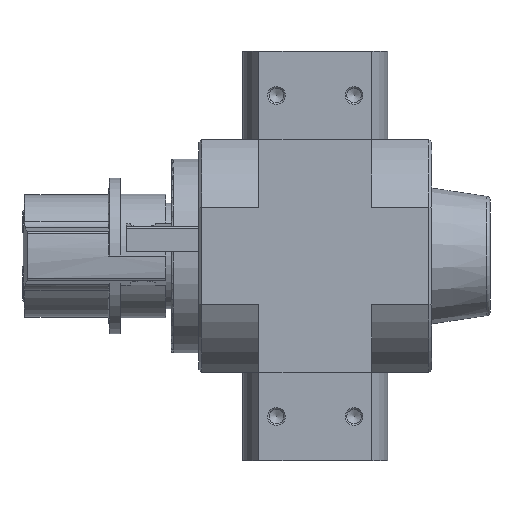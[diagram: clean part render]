
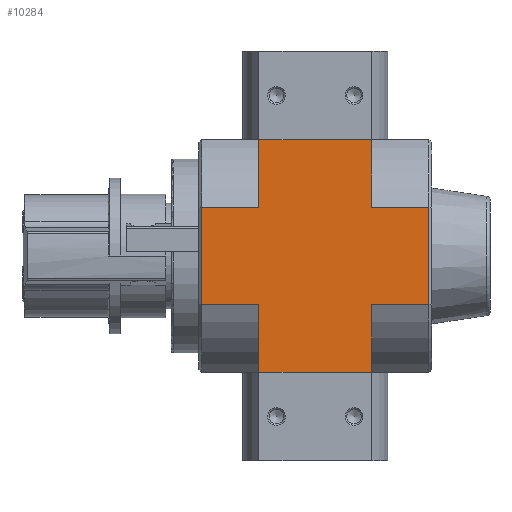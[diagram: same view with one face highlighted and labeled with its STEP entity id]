
A CAD part, left-side view. The second image highlights one B-rep face of the part: STEP entity #10284.
In plain terms, the highlighted face is planar.
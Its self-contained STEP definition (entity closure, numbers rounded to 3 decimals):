
#538=LINE('',#15274,#1154);
#543=LINE('',#15290,#1159);
#551=LINE('',#15305,#1167);
#552=LINE('',#15308,#1168);
#553=LINE('',#15310,#1169);
#554=LINE('',#15311,#1170);
#555=LINE('',#15313,#1171);
#556=LINE('',#15315,#1172);
#557=LINE('',#15317,#1173);
#558=LINE('',#15319,#1174);
#559=LINE('',#15320,#1175);
#560=LINE('',#15322,#1176);
#1154=VECTOR('',#12550,1000.);
#1159=VECTOR('',#12563,1000.);
#1167=VECTOR('',#12573,1000.);
#1168=VECTOR('',#12574,1000.);
#1169=VECTOR('',#12575,1000.);
#1170=VECTOR('',#12576,1000.);
#1171=VECTOR('',#12577,1000.);
#1172=VECTOR('',#12578,1000.);
#1173=VECTOR('',#12579,1000.);
#1174=VECTOR('',#12580,1000.);
#1175=VECTOR('',#12581,1000.);
#1176=VECTOR('',#12582,1000.);
#2203=ORIENTED_EDGE('',*,*,#4297,.T.);
#2204=ORIENTED_EDGE('',*,*,#4298,.F.);
#2205=ORIENTED_EDGE('',*,*,#4299,.T.);
#2206=ORIENTED_EDGE('',*,*,#4281,.T.);
#2207=ORIENTED_EDGE('',*,*,#4300,.F.);
#2208=ORIENTED_EDGE('',*,*,#4301,.F.);
#2209=ORIENTED_EDGE('',*,*,#4302,.F.);
#2210=ORIENTED_EDGE('',*,*,#4303,.F.);
#2211=ORIENTED_EDGE('',*,*,#4304,.F.);
#2212=ORIENTED_EDGE('',*,*,#4289,.T.);
#2213=ORIENTED_EDGE('',*,*,#4305,.T.);
#2214=ORIENTED_EDGE('',*,*,#4306,.F.);
#4281=EDGE_CURVE('',#5305,#5304,#538,.T.);
#4289=EDGE_CURVE('',#5312,#5311,#543,.T.);
#4297=EDGE_CURVE('',#5318,#5319,#551,.T.);
#4298=EDGE_CURVE('',#5320,#5319,#552,.F.);
#4299=EDGE_CURVE('',#5320,#5305,#553,.T.);
#4300=EDGE_CURVE('',#5321,#5304,#554,.T.);
#4301=EDGE_CURVE('',#5322,#5321,#555,.F.);
#4302=EDGE_CURVE('',#5323,#5322,#556,.T.);
#4303=EDGE_CURVE('',#5324,#5323,#557,.T.);
#4304=EDGE_CURVE('',#5312,#5324,#558,.T.);
#4305=EDGE_CURVE('',#5311,#5325,#559,.T.);
#4306=EDGE_CURVE('',#5318,#5325,#560,.T.);
#5304=VERTEX_POINT('',#15273);
#5305=VERTEX_POINT('',#15275);
#5311=VERTEX_POINT('',#15289);
#5312=VERTEX_POINT('',#15291);
#5318=VERTEX_POINT('',#15306);
#5319=VERTEX_POINT('',#15307);
#5320=VERTEX_POINT('',#15309);
#5321=VERTEX_POINT('',#15312);
#5322=VERTEX_POINT('',#15314);
#5323=VERTEX_POINT('',#15316);
#5324=VERTEX_POINT('',#15318);
#5325=VERTEX_POINT('',#15321);
#6259=EDGE_LOOP('',(#2203,#2204,#2205,#2206,#2207,#2208,#2209,#2210,#2211,
#2212,#2213,#2214));
#6907=FACE_BOUND('',#6259,.T.);
#7498=PLANE('',#11051);
#10284=ADVANCED_FACE('',(#6907),#7498,.T.);
#11051=AXIS2_PLACEMENT_3D('',#15304,#12571,#12572);
#12550=DIRECTION('',(0.,-1.,0.));
#12563=DIRECTION('',(0.,1.,0.));
#12571=DIRECTION('',(0.,0.,1.));
#12572=DIRECTION('',(1.,0.,0.));
#12573=DIRECTION('',(-1.,0.,0.));
#12574=DIRECTION('',(0.,-1.,0.));
#12575=DIRECTION('',(-1.,0.,0.));
#12576=DIRECTION('',(-1.,0.,0.));
#12577=DIRECTION('',(0.,-1.,0.));
#12578=DIRECTION('',(-1.,0.,0.));
#12579=DIRECTION('',(0.,-1.,0.));
#12580=DIRECTION('',(-1.,0.,0.));
#12581=DIRECTION('',(-1.,0.,0.));
#12582=DIRECTION('',(0.,-1.,0.));
#15273=CARTESIAN_POINT('',(-33.,-16.,33.));
#15274=CARTESIAN_POINT('',(-33.,32.2,33.));
#15275=CARTESIAN_POINT('',(-33.,16.,33.));
#15289=CARTESIAN_POINT('',(33.,16.,33.));
#15290=CARTESIAN_POINT('',(33.,-32.2,33.));
#15291=CARTESIAN_POINT('',(33.,-16.,33.));
#15304=CARTESIAN_POINT('',(0.,0.,33.));
#15305=CARTESIAN_POINT('',(33.,32.2,33.));
#15306=CARTESIAN_POINT('',(13.75,32.2,33.));
#15307=CARTESIAN_POINT('',(-13.75,32.2,33.));
#15308=CARTESIAN_POINT('',(-13.75,50.,33.));
#15309=CARTESIAN_POINT('',(-13.75,16.,33.));
#15310=CARTESIAN_POINT('',(0.,16.,33.));
#15311=CARTESIAN_POINT('',(0.,-16.,33.));
#15312=CARTESIAN_POINT('',(-13.75,-16.,33.));
#15313=CARTESIAN_POINT('',(-13.75,-16.,33.));
#15314=CARTESIAN_POINT('',(-13.75,-32.2,33.));
#15315=CARTESIAN_POINT('',(33.,-32.2,33.));
#15316=CARTESIAN_POINT('',(13.75,-32.2,33.));
#15317=CARTESIAN_POINT('',(13.75,-16.,33.));
#15318=CARTESIAN_POINT('',(13.75,-16.,33.));
#15319=CARTESIAN_POINT('',(0.,-16.,33.));
#15320=CARTESIAN_POINT('',(0.,16.,33.));
#15321=CARTESIAN_POINT('',(13.75,16.,33.));
#15322=CARTESIAN_POINT('',(13.75,50.,33.));
